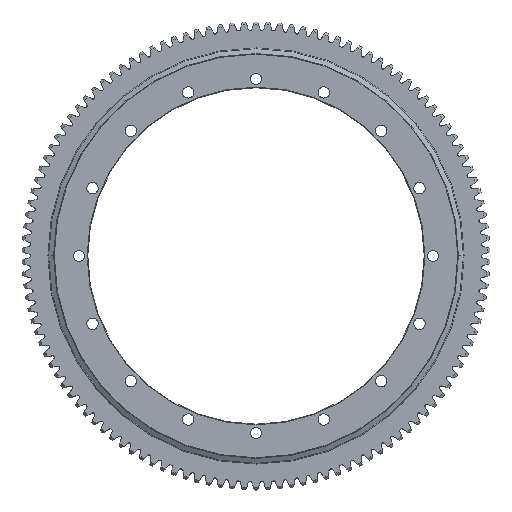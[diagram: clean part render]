
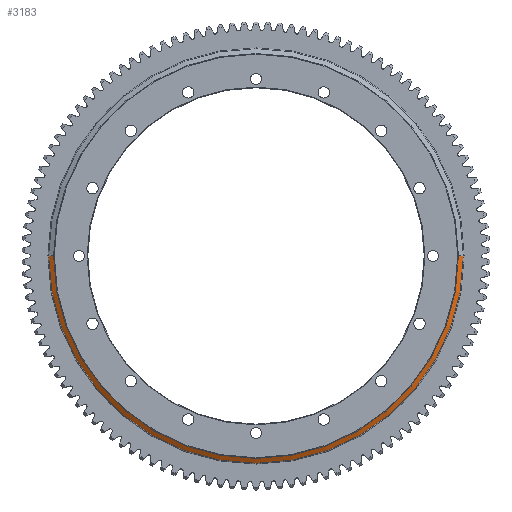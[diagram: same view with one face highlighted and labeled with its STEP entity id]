
A CAD part, top view. The second image highlights one B-rep face of the part: STEP entity #3183.
In plain terms, the highlighted conical face has half-angle 58.57 degrees and reference radius 321.25 mm.
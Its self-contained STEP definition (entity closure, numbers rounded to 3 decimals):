
#15 = CARTESIAN_POINT ( 'NONE',  ( 314.25, 2., -321.25 ) ) ;
#1096 = CARTESIAN_POINT ( 'NONE',  ( 314.25, -2.61, -328.794 ) ) ;
#1139 = AXIS2_PLACEMENT_3D ( 'NONE', #46844, #14350, #26551 ) ;
#1465 = DIRECTION ( 'NONE',  ( 0., 0., -1. ) ) ;
#3183 = ADVANCED_FACE ( 'NONE', ( #25939 ), #23367, .T. ) ;
#6197 = VERTEX_POINT ( 'NONE', #1096 ) ;
#6447 = EDGE_CURVE ( 'NONE', #23612, #6197, #47040, .T. ) ;
#8619 = CARTESIAN_POINT ( 'NONE',  ( 314.25, 2., 0. ) ) ;
#9888 = ORIENTED_EDGE ( 'NONE', *, *, #52140, .F. ) ;
#10196 = EDGE_CURVE ( 'NONE', #11634, #23612, #27485, .T. ) ;
#11634 = VERTEX_POINT ( 'NONE', #31466 ) ;
#12759 = DIRECTION ( 'NONE',  ( 0., 0., -1. ) ) ;
#14350 = DIRECTION ( 'NONE',  ( 0., -1., 0. ) ) ;
#15128 = ORIENTED_EDGE ( 'NONE', *, *, #10196, .T. ) ;
#15778 = AXIS2_PLACEMENT_3D ( 'NONE', #8619, #37344, #12759 ) ;
#19112 = AXIS2_PLACEMENT_3D ( 'NONE', #50680, #26062, #1465 ) ;
#19283 = EDGE_CURVE ( 'NONE', #37418, #6197, #30985, .T. ) ;
#20096 = ORIENTED_EDGE ( 'NONE', *, *, #19283, .F. ) ;
#20492 = CARTESIAN_POINT ( 'NONE',  ( 314.25, 2., 321.25 ) ) ;
#23367 = CONICAL_SURFACE ( 'NONE', #1139, 321.25, 1.022 ) ;
#23432 = EDGE_LOOP ( 'NONE', ( #9888, #15128, #34447, #20096 ) ) ;
#23612 = VERTEX_POINT ( 'NONE', #28439 ) ;
#24620 = DIRECTION ( 'NONE',  ( 0., -0.521, 0.853 ) ) ;
#25939 = FACE_OUTER_BOUND ( 'NONE', #23432, .T. ) ;
#26062 = DIRECTION ( 'NONE',  ( 0., -1., 0. ) ) ;
#26286 = VECTOR ( 'NONE', #24620, 1000. ) ;
#26551 = DIRECTION ( 'NONE',  ( 0., 0., -1. ) ) ;
#27485 = CIRCLE ( 'NONE', #15778, 321.25 ) ;
#28439 = CARTESIAN_POINT ( 'NONE',  ( 314.25, 2., -321.25 ) ) ;
#30985 = CIRCLE ( 'NONE', #19112, 328.794 ) ;
#31466 = CARTESIAN_POINT ( 'NONE',  ( 314.25, 2., 321.25 ) ) ;
#32854 = DIRECTION ( 'NONE',  ( 0., -0.521, -0.853 ) ) ;
#34447 = ORIENTED_EDGE ( 'NONE', *, *, #6447, .T. ) ;
#34658 = CARTESIAN_POINT ( 'NONE',  ( 314.25, -2.61, 328.794 ) ) ;
#34830 = VECTOR ( 'NONE', #32854, 1000. ) ;
#37344 = DIRECTION ( 'NONE',  ( 0., -1., 0. ) ) ;
#37418 = VERTEX_POINT ( 'NONE', #34658 ) ;
#46831 = LINE ( 'NONE', #20492, #26286 ) ;
#46844 = CARTESIAN_POINT ( 'NONE',  ( 314.25, 2., 0. ) ) ;
#47040 = LINE ( 'NONE', #15, #34830 ) ;
#50680 = CARTESIAN_POINT ( 'NONE',  ( 314.25, -2.61, 0. ) ) ;
#52140 = EDGE_CURVE ( 'NONE', #11634, #37418, #46831, .T. ) ;
